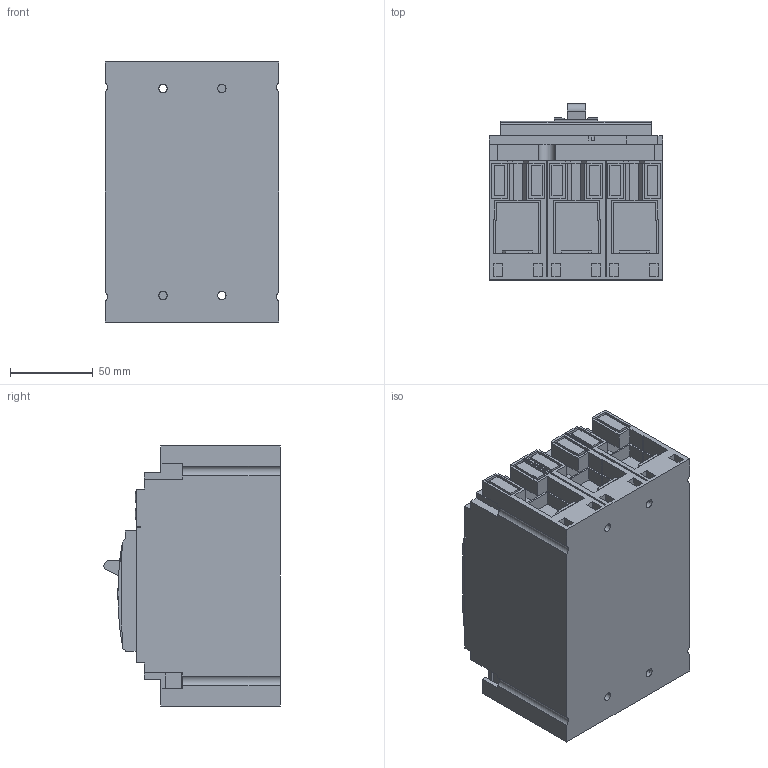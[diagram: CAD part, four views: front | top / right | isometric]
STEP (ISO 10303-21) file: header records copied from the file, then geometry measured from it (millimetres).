
FILE_DESCRIPTION((''),'2;1');
FILE_NAME('ASM0001_ASM','2023-05-03T08:13:45',('klemen.sitar'),('Audax d.o.o.'),'CREO PARAMETRIC BY PTC INC, 2021304','CREO PARAMETRIC BY PTC INC, 2021304','');
FILE_SCHEMA(('AP242_MANAGED_MODEL_BASED_3D_ENGINEERING_MIM_LF { 1 0 10303 442 1 1 4 }'));
Length unit declared in the file: millimetre
Products named in the file (17): 5_5_0A_LCD_100A_160A_250A; PRT0003_1; PRT0004_1; PART1_1_1_1; PART1_1_2_1; PART1_1_3_1; PRT0002_1_1; PRT0002_1_2; PRT0002_1_3; PRT0002_1_4; PRT0002_1_5; PRT0002_1_6; P2; PRT0005; PRT0006; PRT0007; ASM0001_ASM
Assembly tree (16 placements, depth 2):
  ASM0001_ASM
    5_5_0A_LCD_100A_160A_250A
    PRT0003_1
    PRT0004_1
    PART1_1_1_1
    PART1_1_2_1
    PART1_1_3_1
    PRT0002_1_1
    PRT0002_1_2
    PRT0002_1_3
    PRT0002_1_4
    PRT0002_1_5
    PRT0002_1_6
    P2
    PRT0005
    PRT0006
    PRT0007
Bounding box: 105 x 106.55 x 157 mm (x, y, z)
Volume: 1253657.5 mm3; surface area: 145152 mm2
Topology: 28 solids, 29 shells, 1190 faces, 3238 edges, 2143 vertices
Faces by surface type: plane 957, cylinder 131, extrusion 94, sphere 8
Entity records: 57469 total; most frequent: CARTESIAN_POINT 8180, ORIENTED_EDGE 6460, DIRECTION 5717, PRESENTATION_STYLE_ASSIGNMENT 4256, STYLED_ITEM 4256, CURVE_STYLE 3307, EDGE_CURVE 3230, VECTOR 2587
